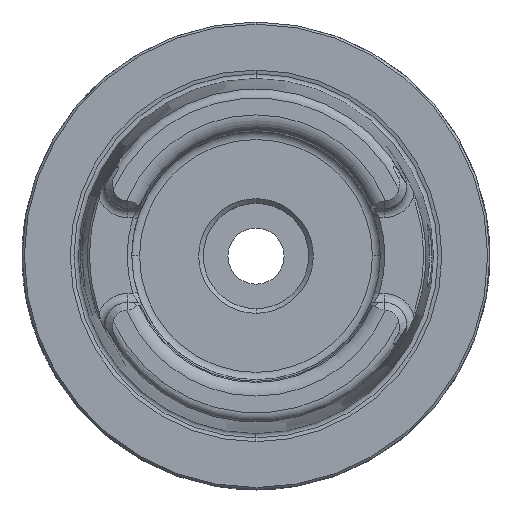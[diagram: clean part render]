
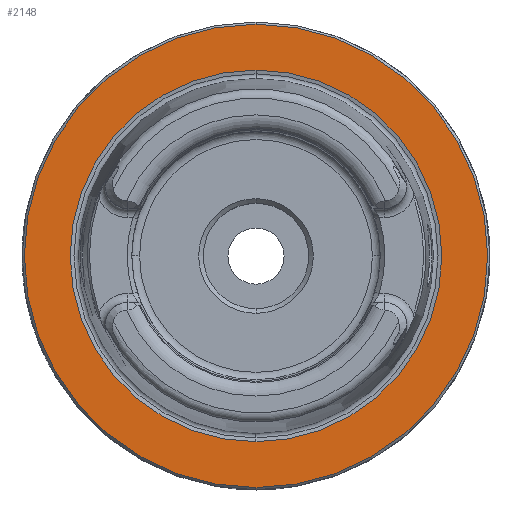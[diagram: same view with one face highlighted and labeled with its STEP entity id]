
A CAD part, top view. The second image highlights one B-rep face of the part: STEP entity #2148.
In plain terms, the highlighted planar face has unit normal (0, 0, 1).
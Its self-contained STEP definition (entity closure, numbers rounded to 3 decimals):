
#1720=EDGE_CURVE('NONE',#3284,#3984,#4733,.T.);
#2118=VERTEX_POINT('NONE',#5166);
#2148=ADVANCED_FACE('NONE',(#5197,#5198),#5199,.F.);
#2196=EDGE_CURVE('NONE',#3984,#3284,#5251,.T.);
#2280=VERTEX_POINT('NONE',#5342);
#2294=EDGE_CURVE('NONE',#2118,#2280,#5356,.F.);
#3136=EDGE_CURVE('NONE',#2280,#2118,#6282,.T.);
#3284=VERTEX_POINT('NONE',#6450);
#3984=VERTEX_POINT('NONE',#7221);
#4733=CIRCLE('',#8251,49.495);
#5166=CARTESIAN_POINT('',(0.,39.697,0.));
#5197=FACE_OUTER_BOUND('',#9453,.T.);
#5198=FACE_BOUND('',#9454,.T.);
#5199=PLANE('',#9455);
#5251=CIRCLE('',#9612,49.495);
#5342=CARTESIAN_POINT('',(0.,-39.697,0.));
#5356=CIRCLE('',#9878,39.697);
#6282=CIRCLE('',#12329,39.697);
#6450=CARTESIAN_POINT('',(0.,49.495,0.));
#7221=CARTESIAN_POINT('',(0.,-49.495,0.));
#8251=AXIS2_PLACEMENT_3D('',#16164,#16165,#16166);
#9453=EDGE_LOOP('',(#16607,#16608));
#9454=EDGE_LOOP('',(#16609,#16610));
#9455=AXIS2_PLACEMENT_3D('',#16611,#16612,#16613);
#9612=AXIS2_PLACEMENT_3D('',#16663,#16664,#16665);
#9878=AXIS2_PLACEMENT_3D('',#16763,#16764,#16765);
#12329=AXIS2_PLACEMENT_3D('',#17807,#17808,#17809);
#16164=CARTESIAN_POINT('',(0.,0.,0.));
#16165=DIRECTION('',(0.0,0.0,1.0));
#16166=DIRECTION('',(0.,-1.0,0.0));
#16607=ORIENTED_EDGE('',*,*,#2196,.T.);
#16608=ORIENTED_EDGE('',*,*,#1720,.T.);
#16609=ORIENTED_EDGE('',*,*,#2294,.F.);
#16610=ORIENTED_EDGE('',*,*,#3136,.F.);
#16611=CARTESIAN_POINT('',(0.,-38.483,0.));
#16612=DIRECTION('',(-0.0,0.0,-1.0));
#16613=DIRECTION('',(0.,-1.0,0.0));
#16663=CARTESIAN_POINT('',(0.,0.,0.));
#16664=DIRECTION('',(0.0,0.0,1.0));
#16665=DIRECTION('',(0.,-1.0,0.0));
#16763=CARTESIAN_POINT('',(0.,0.,0.));
#16764=DIRECTION('',(0.0,0.0,-1.0));
#16765=DIRECTION('',(0.,1.0,0.0));
#17807=CARTESIAN_POINT('',(0.,0.,0.));
#17808=DIRECTION('',(0.0,-0.0,1.0));
#17809=DIRECTION('',(0.,1.0,0.0));
